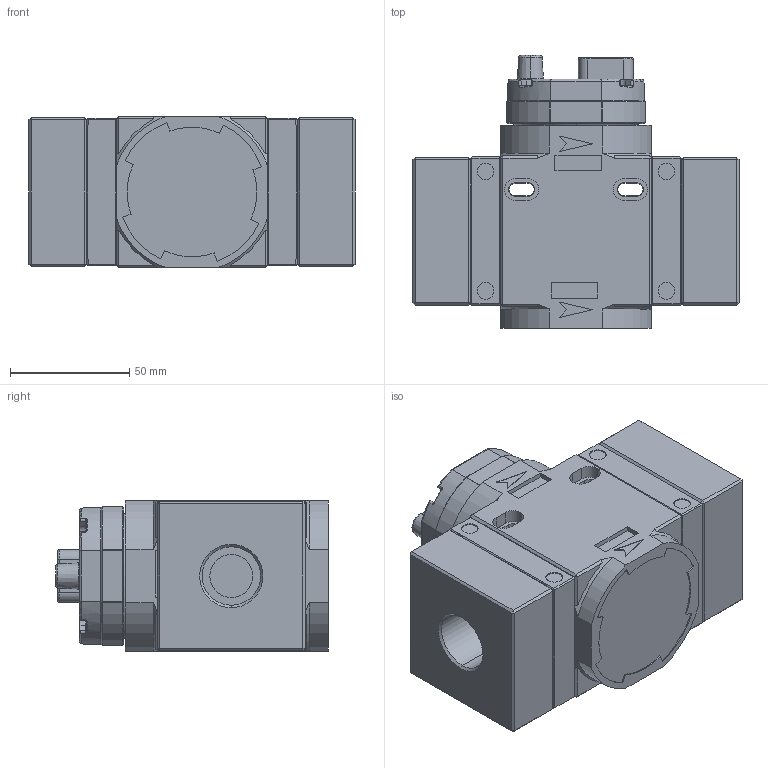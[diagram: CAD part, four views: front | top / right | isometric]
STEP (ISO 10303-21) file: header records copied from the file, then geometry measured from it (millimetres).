
FILE_DESCRIPTION(('STEP AP214'),'1');
FILE_NAME('080 AVP.stp','2020-03-18T14:53:25',(' '),(' '),'Spatial InterOp 3D',' ',' ');
FILE_SCHEMA(('AUTOMOTIVE_DESIGN { 1 0 10303 214 1 1 1 1 }'));
Length unit declared in the file: metre
Products named in the file (1): Solido
Bounding box: 136.6 x 114.3 x 63.6 mm (x, y, z)
Volume: 609961.5 mm3; surface area: 85522.9 mm2
Topology: 1 solids, 14 shells, 925 faces, 2276 edges, 1394 vertices
Faces by surface type: plane 535, cylinder 232, cone 74, torus 52, bspline 32
Entity records: 27877 total; most frequent: CARTESIAN_POINT 6054, DIRECTION 4612, ORIENTED_EDGE 4520, EDGE_CURVE 2260, AXIS2_PLACEMENT_3D 1612, VERTEX_POINT 1394, LINE 1388, VECTOR 1388
